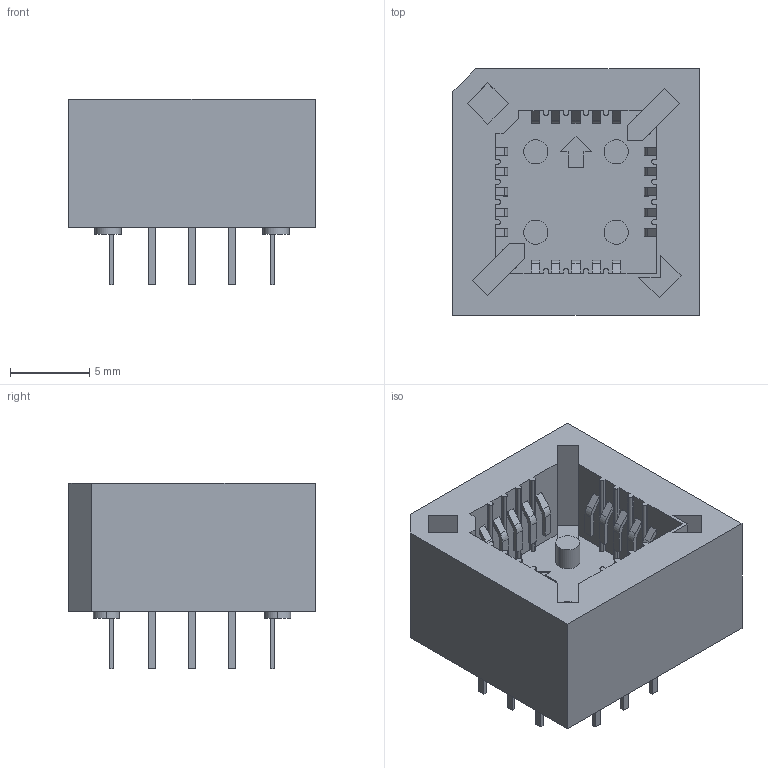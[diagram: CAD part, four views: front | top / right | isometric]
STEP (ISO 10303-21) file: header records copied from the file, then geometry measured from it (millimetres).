
FILE_DESCRIPTION((''),'2;1');
FILE_NAME('TYCO_1-822473-1.stp','2012-11-05T14:12:35',(''),(''),'Mechanical Desktop 2011','Mechanical Desktop 2011',', , ');
FILE_SCHEMA(('AUTOMOTIVE_DESIGN { 1 2 10303 214 1 1 1 1 }'));
Length unit declared in the file: millimetre
Products named in the file (1): Product
Bounding box: 15.56 x 15.56 x 11.75 mm (x, y, z)
Volume: 1361 mm3; surface area: 1610.8 mm2
Topology: 41 solids, 41 shells, 486 faces, 1176 edges, 784 vertices
Faces by surface type: plane 398, cylinder 88
Entity records: 14068 total; most frequent: CARTESIAN_POINT 2447, ORIENTED_EDGE 2352, DIRECTION 2326, EDGE_CURVE 1176, VECTOR 1000, LINE 1000, VERTEX_POINT 784, AXIS2_PLACEMENT_3D 663
